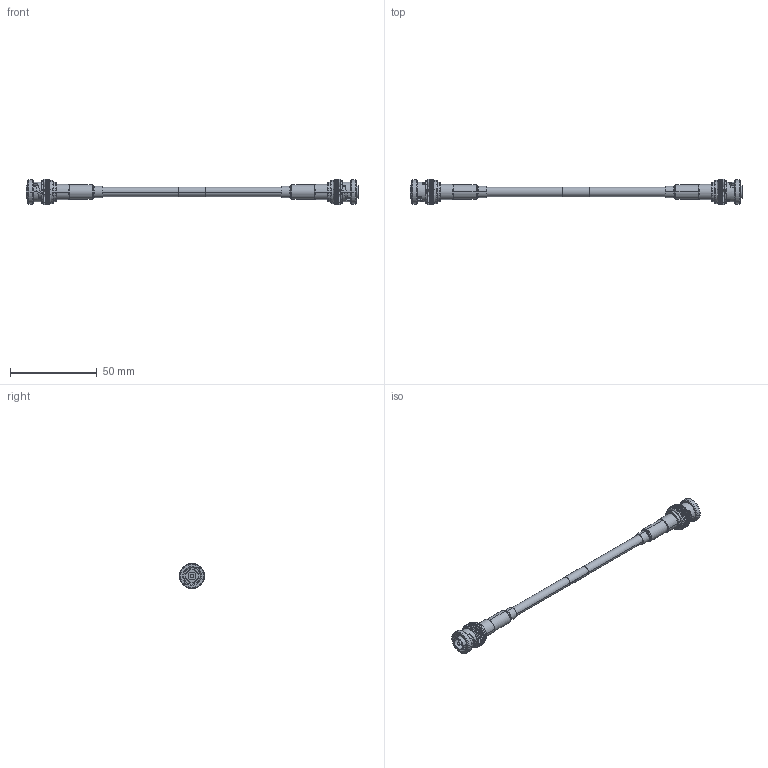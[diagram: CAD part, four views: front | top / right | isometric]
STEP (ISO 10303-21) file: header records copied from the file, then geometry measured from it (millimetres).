
FILE_DESCRIPTION (( 'STEP AP203' ), '1' );
FILE_NAME ('FMCA2781.STEP', '2022-03-09T20:08:21', ( '' ), ( '' ), 'SwSTEP 2.0', 'SolidWorks 2021', '' );
FILE_SCHEMA (( 'CONFIG_CONTROL_DESIGN' ));
Length unit declared in the file: millimetre
Products named in the file (4): FMCN1758; RG223_with label; FMCA2781; CA-240-MA1_.75" Long
Assembly tree (5 placements, depth 2):
  FMCA2781
    RG223_with label
    CA-240-MA1_.75" Long  x2
    FMCN1758  x2
Bounding box: 191.66 x 14.47 x 14.47 mm (x, y, z)
Volume: 7903.2 mm3; surface area: 10073.5 mm2
Topology: 10 solids, 10 shells, 654 faces, 1732 edges, 1122 vertices
Faces by surface type: plane 312, cylinder 252, cone 50, bspline 24, torus 16
Entity records: 12561 total; most frequent: CARTESIAN_POINT 4200, ORIENTED_EDGE 1750, DIRECTION 1542, EDGE_CURVE 875, AXIS2_PLACEMENT_3D 621, VERTEX_POINT 567, EDGE_LOOP 356, FACE_OUTER_BOUND 332
